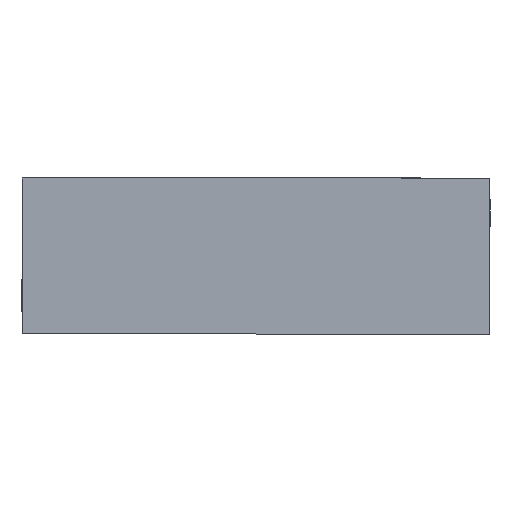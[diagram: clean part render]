
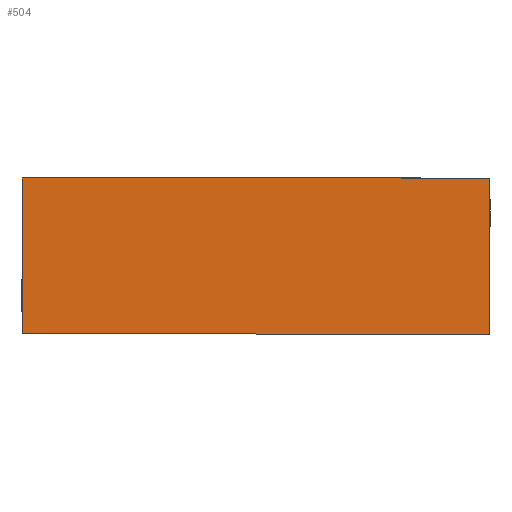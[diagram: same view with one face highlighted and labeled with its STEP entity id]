
A CAD part, left-side view. The second image highlights one B-rep face of the part: STEP entity #504.
In plain terms, the highlighted planar face has unit normal (-1, 0, 0).
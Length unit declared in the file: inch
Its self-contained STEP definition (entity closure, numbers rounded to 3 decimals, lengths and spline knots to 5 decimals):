
#42=PLANE('',#574);
#70=FACE_OUTER_BOUND('',#104,.T.);
#104=EDGE_LOOP('',(#421,#422,#423,#424));
#151=LINE('',#856,#189);
#152=LINE('',#858,#190);
#153=LINE('',#860,#191);
#154=LINE('',#861,#192);
#189=VECTOR('',#715,0.3937);
#190=VECTOR('',#716,0.3937);
#191=VECTOR('',#717,0.3937);
#192=VECTOR('',#718,0.3937);
#265=VERTEX_POINT('',#854);
#266=VERTEX_POINT('',#855);
#267=VERTEX_POINT('',#857);
#268=VERTEX_POINT('',#859);
#327=EDGE_CURVE('',#265,#266,#151,.T.);
#328=EDGE_CURVE('',#266,#267,#152,.T.);
#329=EDGE_CURVE('',#268,#267,#153,.T.);
#330=EDGE_CURVE('',#265,#268,#154,.T.);
#421=ORIENTED_EDGE('',*,*,#327,.T.);
#422=ORIENTED_EDGE('',*,*,#328,.T.);
#423=ORIENTED_EDGE('',*,*,#329,.F.);
#424=ORIENTED_EDGE('',*,*,#330,.F.);
#504=ADVANCED_FACE('',(#70),#42,.T.);
#574=AXIS2_PLACEMENT_3D('',#853,#713,#714);
#713=DIRECTION('center_axis',(-1.,0.,0.));
#714=DIRECTION('ref_axis',(0.,0.,1.));
#715=DIRECTION('',(0.,0.,1.));
#716=DIRECTION('',(0.,1.,0.));
#717=DIRECTION('',(0.,0.,1.));
#718=DIRECTION('',(0.,1.,0.));
#853=CARTESIAN_POINT('Origin',(-0.86558,2.49905,-1.20304));
#854=CARTESIAN_POINT('',(-0.86558,2.49905,-1.20304));
#855=CARTESIAN_POINT('',(-0.86558,2.49905,-0.70304));
#856=CARTESIAN_POINT('',(-0.86558,2.49905,-1.20304));
#857=CARTESIAN_POINT('',(-0.86558,3.99905,-0.70304));
#858=CARTESIAN_POINT('',(-0.86558,2.49905,-0.70304));
#859=CARTESIAN_POINT('',(-0.86558,3.99905,-1.20304));
#860=CARTESIAN_POINT('',(-0.86558,3.99905,-1.20304));
#861=CARTESIAN_POINT('',(-0.86558,2.49905,-1.20304));
